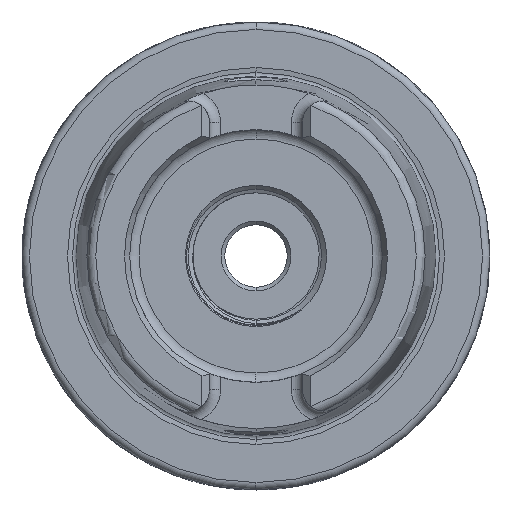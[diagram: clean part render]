
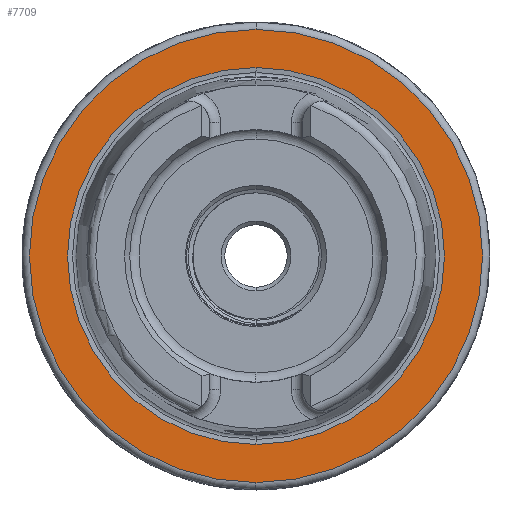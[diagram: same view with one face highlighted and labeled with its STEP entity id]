
A CAD part, left-side view. The second image highlights one B-rep face of the part: STEP entity #7709.
In plain terms, the highlighted planar face has unit normal (-1, 0, 0).
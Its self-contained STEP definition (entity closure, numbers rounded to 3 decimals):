
#339 = CARTESIAN_POINT ( 'NONE',  ( 0., 0., -25.369 ) ) ;
#364 = CARTESIAN_POINT ( 'NONE',  ( 0., 0., -30.5 ) ) ;
#368 = CARTESIAN_POINT ( 'NONE',  ( 0., 0., 25.369 ) ) ;
#378 = CARTESIAN_POINT ( 'NONE',  ( 0., 0., 30.5 ) ) ;
#5118 = EDGE_LOOP ( 'NONE', ( #7303, #7317 ) ) ;
#5155 = EDGE_LOOP ( 'NONE', ( #7368, #7355 ) ) ;
#5522 = AXIS2_PLACEMENT_3D ( 'NONE', #28241, #28205, #28207 ) ;
#5586 = AXIS2_PLACEMENT_3D ( 'NONE', #27028, #27065, #26994 ) ;
#5877 = AXIS2_PLACEMENT_3D ( 'NONE', #10339, #10340, #10341 ) ;
#6051 = AXIS2_PLACEMENT_3D ( 'NONE', #22894, #22905, #22867 ) ;
#6175 = AXIS2_PLACEMENT_3D ( 'NONE', #27327, #27332, #27399 ) ;
#6830 = EDGE_CURVE ( 'NONE', #29283, #29193, #29620, .T. ) ;
#7303 = ORIENTED_EDGE ( 'NONE', *, *, #7939, .T. ) ;
#7317 = ORIENTED_EDGE ( 'NONE', *, *, #8157, .T. ) ;
#7355 = ORIENTED_EDGE ( 'NONE', *, *, #8110, .T. ) ;
#7368 = ORIENTED_EDGE ( 'NONE', *, *, #6830, .T. ) ;
#7709 = ADVANCED_FACE ( 'NONE', ( #30064, #30066 ), #22862, .T. ) ;
#7939 = EDGE_CURVE ( 'NONE', #29276, #29282, #25842, .T. ) ;
#8110 = EDGE_CURVE ( 'NONE', #29193, #29283, #25971, .T. ) ;
#8157 = EDGE_CURVE ( 'NONE', #29282, #29276, #26026, .T. ) ;
#10339 = CARTESIAN_POINT ( 'NONE',  ( 0., 0., 0. ) ) ;
#10340 = DIRECTION ( 'NONE',  ( 1., 0., 0. ) ) ;
#10341 = DIRECTION ( 'NONE',  ( 0., 0., -1. ) ) ;
#22862 = PLANE ( 'NONE',  #6051 ) ;
#22867 = DIRECTION ( 'NONE',  ( 0., 0., 1. ) ) ;
#22894 = CARTESIAN_POINT ( 'NONE',  ( 0., 25.369, 0. ) ) ;
#22905 = DIRECTION ( 'NONE',  ( -1., 0., 0. ) ) ;
#25842 = CIRCLE ( 'NONE', #6175, 30.5 ) ;
#25971 = CIRCLE ( 'NONE', #5522, 25.369 ) ;
#26026 = CIRCLE ( 'NONE', #5586, 30.5 ) ;
#26994 = DIRECTION ( 'NONE',  ( 0., 0., 1. ) ) ;
#27028 = CARTESIAN_POINT ( 'NONE',  ( 0., 0., 0. ) ) ;
#27065 = DIRECTION ( 'NONE',  ( -1., 0., 0. ) ) ;
#27327 = CARTESIAN_POINT ( 'NONE',  ( 0., 0., 0. ) ) ;
#27332 = DIRECTION ( 'NONE',  ( -1., 0., 0. ) ) ;
#27399 = DIRECTION ( 'NONE',  ( 0., 0., 1. ) ) ;
#28205 = DIRECTION ( 'NONE',  ( 1., 0., 0. ) ) ;
#28207 = DIRECTION ( 'NONE',  ( 0., 0., -1. ) ) ;
#28241 = CARTESIAN_POINT ( 'NONE',  ( 0., 0., 0. ) ) ;
#29193 = VERTEX_POINT ( 'NONE', #339 ) ;
#29276 = VERTEX_POINT ( 'NONE', #378 ) ;
#29282 = VERTEX_POINT ( 'NONE', #364 ) ;
#29283 = VERTEX_POINT ( 'NONE', #368 ) ;
#29620 = CIRCLE ( 'NONE', #5877, 25.369 ) ;
#30064 = FACE_OUTER_BOUND ( 'NONE', #5118, .T. ) ;
#30066 = FACE_BOUND ( 'NONE', #5155, .T. ) ;
